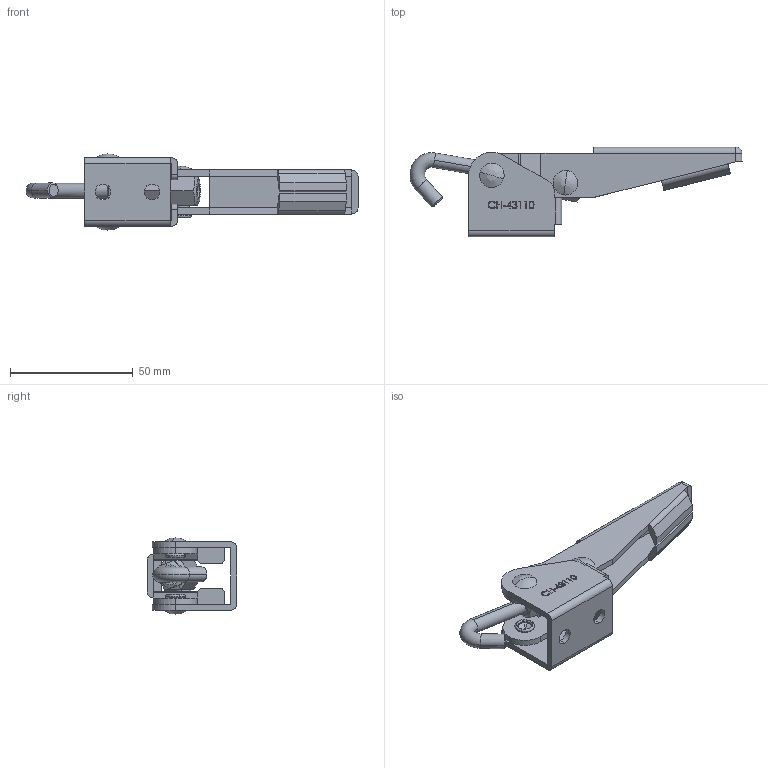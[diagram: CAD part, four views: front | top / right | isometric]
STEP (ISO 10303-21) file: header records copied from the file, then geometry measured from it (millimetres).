
FILE_DESCRIPTION (( 'STEP AP203' ), '1' );
FILE_NAME ('CH-43110.STEP', '2017-12-01T06:18:02', ( 'Windows' ), ( 'Microsoft' ), 'SwSTEP 2.0', 'SolidWorks 2015', '' );
FILE_SCHEMA (( 'CONFIG_CONTROL_DESIGN' ));
Length unit declared in the file: millimetre
Products named in the file (8): CH-43110-02 HOOK; M6 Nut; CH-43110; CH-43110-01 BASE; CH-43110-03 HANDLE; CH-43110-04; CH-43110-06; CH-43110-05
Assembly tree (8 placements, depth 2):
  CH-43110
    CH-43110-01 BASE
    CH-43110-03 HANDLE
    CH-43110-04
    CH-43110-06
    CH-43110-05  x2
    CH-43110-02 HOOK
    M6 Nut
Bounding box: 135.4 x 36.55 x 31 mm (x, y, z)
Volume: 24518.7 mm3; surface area: 22644.6 mm2
Topology: 8 solids, 8 shells, 640 faces, 1744 edges, 1137 vertices
Faces by surface type: plane 236, bspline 176, cylinder 172, cone 34, torus 20, sphere 2
Entity records: 31487 total; most frequent: CARTESIAN_POINT 16570, ORIENTED_EDGE 3400, DIRECTION 2199, EDGE_CURVE 1700, VERTEX_POINT 1119, VECTOR 891, LINE 891, EDGE_LOOP 677
